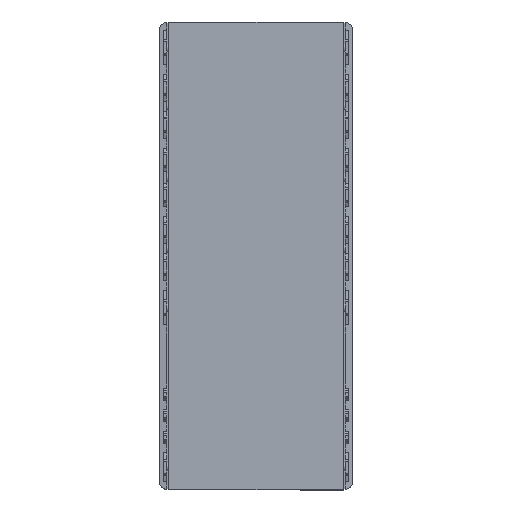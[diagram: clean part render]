
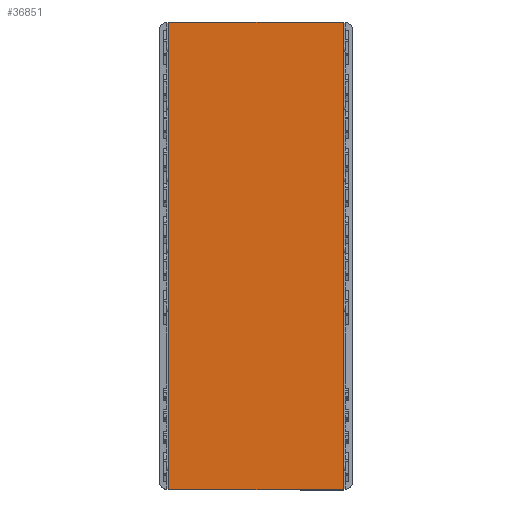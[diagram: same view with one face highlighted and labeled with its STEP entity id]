
A CAD part, top view. The second image highlights one B-rep face of the part: STEP entity #36851.
In plain terms, the highlighted face is planar.
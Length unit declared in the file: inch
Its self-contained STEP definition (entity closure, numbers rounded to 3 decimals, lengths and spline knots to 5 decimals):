
#17035 = VERTEX_POINT ( 'NONE', #64865 ) ;
#17036 = VERTEX_POINT ( 'NONE', #64866 ) ;
#17040 = VERTEX_POINT ( 'NONE', #64869 ) ;
#17043 = VERTEX_POINT ( 'NONE', #64871 ) ;
#24723 = EDGE_LOOP ( 'NONE', ( #27787, #27788, #27789, #27786 ) ) ;
#25143 = EDGE_CURVE ( 'NONE', #17035, #17036, #69736, .T. ) ;
#25147 = EDGE_CURVE ( 'NONE', #17040, #17035, #69748, .T. ) ;
#25150 = EDGE_CURVE ( 'NONE', #17043, #17040, #69757, .T. ) ;
#25152 = EDGE_CURVE ( 'NONE', #17036, #17043, #69763, .T. ) ;
#27786 = ORIENTED_EDGE ( 'NONE', *, *, #25147, .T. ) ;
#27787 = ORIENTED_EDGE ( 'NONE', *, *, #25143, .T. ) ;
#27788 = ORIENTED_EDGE ( 'NONE', *, *, #25152, .T. ) ;
#27789 = ORIENTED_EDGE ( 'NONE', *, *, #25150, .T. ) ;
#36851 = ADVANCED_FACE ( 'NONE', ( #104647 ), #104092, .T. ) ;
#64865 = CARTESIAN_POINT ( 'NONE',  ( -2.49765, -0.9509, -0.64521 ) ) ;
#64866 = CARTESIAN_POINT ( 'NONE',  ( -0.09608, -0.9509, -0.64521 ) ) ;
#64869 = CARTESIAN_POINT ( 'NONE',  ( -2.49765, -1.84853, -0.64521 ) ) ;
#64871 = CARTESIAN_POINT ( 'NONE',  ( -0.09608, -1.84853, -0.64521 ) ) ;
#68045 = VECTOR ( 'NONE', #69738, 39.37008 ) ;
#68049 = VECTOR ( 'NONE', #69750, 39.37008 ) ;
#68052 = VECTOR ( 'NONE', #69759, 39.37008 ) ;
#68054 = VECTOR ( 'NONE', #69765, 39.37008 ) ;
#69736 = LINE ( 'NONE', #69737, #68045 ) ;
#69737 = CARTESIAN_POINT ( 'NONE',  ( -2.49765, -0.9509, -0.64521 ) ) ;
#69738 = DIRECTION ( 'NONE',  ( 1., 0., 0. ) ) ;
#69748 = LINE ( 'NONE', #69749, #68049 ) ;
#69749 = CARTESIAN_POINT ( 'NONE',  ( -2.49765, -1.84853, -0.64521 ) ) ;
#69750 = DIRECTION ( 'NONE',  ( 0., 1., 0. ) ) ;
#69757 = LINE ( 'NONE', #69758, #68052 ) ;
#69758 = CARTESIAN_POINT ( 'NONE',  ( -0.09608, -1.84853, -0.64521 ) ) ;
#69759 = DIRECTION ( 'NONE',  ( -1., 0., 0. ) ) ;
#69763 = LINE ( 'NONE', #69764, #68054 ) ;
#69764 = CARTESIAN_POINT ( 'NONE',  ( -0.09608, -0.9509, -0.64521 ) ) ;
#69765 = DIRECTION ( 'NONE',  ( 0., -1., 0. ) ) ;
#104092 = PLANE ( 'NONE',  #104650 ) ;
#104093 = CARTESIAN_POINT ( 'NONE',  ( 0., 0., -0.64521 ) ) ;
#104094 = DIRECTION ( 'NONE',  ( 0., 0., -1. ) ) ;
#104095 = DIRECTION ( 'NONE',  ( 0., 1., 0. ) ) ;
#104647 = FACE_OUTER_BOUND ( 'NONE', #24723, .T. ) ;
#104650 = AXIS2_PLACEMENT_3D ( 'NONE', #104093, #104094, #104095 ) ;
